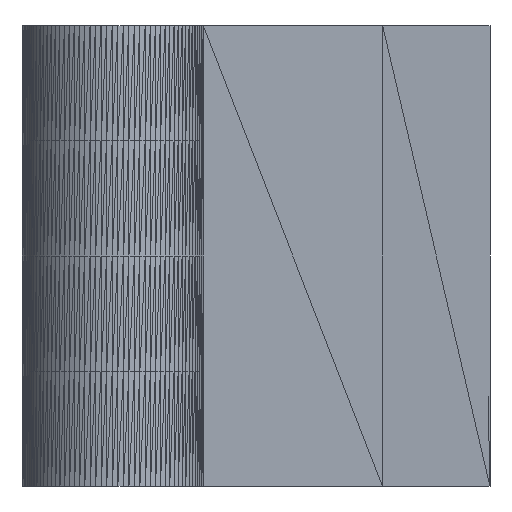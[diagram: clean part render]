
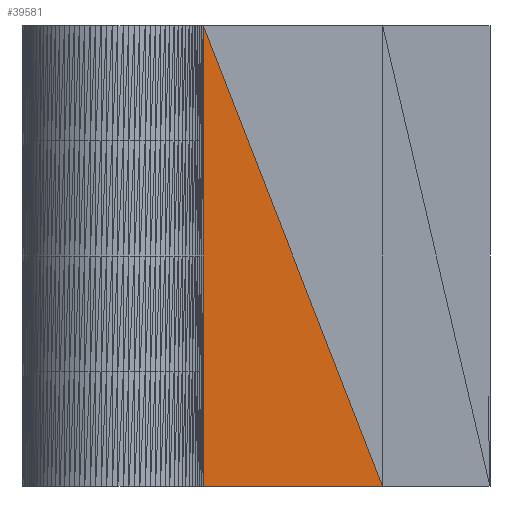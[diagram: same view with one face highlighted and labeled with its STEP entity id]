
A CAD part, front view. The second image highlights one B-rep face of the part: STEP entity #39581.
In plain terms, the highlighted planar face has unit normal (0, -1, 0).
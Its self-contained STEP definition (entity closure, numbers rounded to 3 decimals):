
#38827 = VERTEX_POINT('',#38828);
#38828 = CARTESIAN_POINT('',(5.809,-1.5,30.));
#39581 = ADVANCED_FACE('',(#39582),#39594,.T.);
#39582 = FACE_BOUND('',#39583,.T.);
#39583 = EDGE_LOOP('',(#39584,#39616,#39643));
#39584 = ORIENTED_EDGE('',*,*,#39585,.T.);
#39585 = EDGE_CURVE('',#38827,#39586,#39588,.T.);
#39586 = VERTEX_POINT('',#39587);
#39587 = CARTESIAN_POINT('',(5.809,-1.5,0.));
#39588 = SURFACE_CURVE('',#39589,(#39593,#39605),.PCURVE_S1.);
#39589 = LINE('',#39590,#39591);
#39590 = CARTESIAN_POINT('',(5.809,-1.5,30.));
#39591 = VECTOR('',#39592,1.);
#39592 = DIRECTION('',(0.,0.,-1.));
#39593 = PCURVE('',#39594,#39599);
#39594 = PLANE('',#39595);
#39595 = AXIS2_PLACEMENT_3D('',#39596,#39597,#39598);
#39596 = CARTESIAN_POINT('',(9.281,-1.5,12.627));
#39597 = DIRECTION('',(-0.,-1.,-0.));
#39598 = DIRECTION('',(0.,0.,-1.));
#39599 = DEFINITIONAL_REPRESENTATION('',(#39600),#39604);
#39600 = LINE('',#39601,#39602);
#39601 = CARTESIAN_POINT('',(-17.373,-3.472));
#39602 = VECTOR('',#39603,1.);
#39603 = DIRECTION('',(1.,0.));
#39604 = ( GEOMETRIC_REPRESENTATION_CONTEXT(2) 
PARAMETRIC_REPRESENTATION_CONTEXT() REPRESENTATION_CONTEXT('2D SPACE',''
  ) );
#39605 = PCURVE('',#39606,#39611);
#39606 = PLANE('',#39607);
#39607 = AXIS2_PLACEMENT_3D('',#39608,#39609,#39610);
#39608 = CARTESIAN_POINT('',(5.784,-1.588,15.));
#39609 = DIRECTION('',(0.96,-0.279,0.
    ));
#39610 = DIRECTION('',(0.279,0.96,0.));
#39611 = DEFINITIONAL_REPRESENTATION('',(#39612),#39615);
#39612 = B_SPLINE_CURVE_WITH_KNOTS('',1,(#39613,#39614),.UNSPECIFIED.,
  .F.,.F.,(2,2),(0.,30.),.PIECEWISE_BEZIER_KNOTS.);
#39613 = CARTESIAN_POINT('',(0.091,15.));
#39614 = CARTESIAN_POINT('',(0.091,-15.));
#39615 = ( GEOMETRIC_REPRESENTATION_CONTEXT(2) 
PARAMETRIC_REPRESENTATION_CONTEXT() REPRESENTATION_CONTEXT('2D SPACE',''
  ) );
#39616 = ORIENTED_EDGE('',*,*,#39617,.T.);
#39617 = EDGE_CURVE('',#39586,#39618,#39620,.T.);
#39618 = VERTEX_POINT('',#39619);
#39619 = CARTESIAN_POINT('',(17.5,-1.5,0.));
#39620 = SURFACE_CURVE('',#39621,(#39625,#39632),.PCURVE_S1.);
#39621 = LINE('',#39622,#39623);
#39622 = CARTESIAN_POINT('',(5.809,-1.5,0.));
#39623 = VECTOR('',#39624,1.);
#39624 = DIRECTION('',(1.,0.,0.));
#39625 = PCURVE('',#39594,#39626);
#39626 = DEFINITIONAL_REPRESENTATION('',(#39627),#39631);
#39627 = LINE('',#39628,#39629);
#39628 = CARTESIAN_POINT('',(12.627,-3.472));
#39629 = VECTOR('',#39630,1.);
#39630 = DIRECTION('',(0.,1.));
#39631 = ( GEOMETRIC_REPRESENTATION_CONTEXT(2) 
PARAMETRIC_REPRESENTATION_CONTEXT() REPRESENTATION_CONTEXT('2D SPACE',''
  ) );
#39632 = PCURVE('',#39633,#39638);
#39633 = PLANE('',#39634);
#39634 = AXIS2_PLACEMENT_3D('',#39635,#39636,#39637);
#39635 = CARTESIAN_POINT('',(11.84,-0.698,0.));
#39636 = DIRECTION('',(-0.,-0.,-1.));
#39637 = DIRECTION('',(-1.,0.,0.));
#39638 = DEFINITIONAL_REPRESENTATION('',(#39639),#39642);
#39639 = B_SPLINE_CURVE_WITH_KNOTS('',1,(#39640,#39641),.UNSPECIFIED.,
  .F.,.F.,(2,2),(0.,11.691),.PIECEWISE_BEZIER_KNOTS.);
#39640 = CARTESIAN_POINT('',(6.03,-0.802));
#39641 = CARTESIAN_POINT('',(-5.66,-0.802));
#39642 = ( GEOMETRIC_REPRESENTATION_CONTEXT(2) 
PARAMETRIC_REPRESENTATION_CONTEXT() REPRESENTATION_CONTEXT('2D SPACE',''
  ) );
#39643 = ORIENTED_EDGE('',*,*,#39644,.T.);
#39644 = EDGE_CURVE('',#39618,#38827,#39645,.T.);
#39645 = SURFACE_CURVE('',#39646,(#39650,#39657),.PCURVE_S1.);
#39646 = LINE('',#39647,#39648);
#39647 = CARTESIAN_POINT('',(17.5,-1.5,0.));
#39648 = VECTOR('',#39649,1.);
#39649 = DIRECTION('',(-0.363,0.,0.932));
#39650 = PCURVE('',#39594,#39651);
#39651 = DEFINITIONAL_REPRESENTATION('',(#39652),#39656);
#39652 = LINE('',#39653,#39654);
#39653 = CARTESIAN_POINT('',(12.627,8.219));
#39654 = VECTOR('',#39655,1.);
#39655 = DIRECTION('',(-0.932,-0.363));
#39656 = ( GEOMETRIC_REPRESENTATION_CONTEXT(2) 
PARAMETRIC_REPRESENTATION_CONTEXT() REPRESENTATION_CONTEXT('2D SPACE',''
  ) );
#39657 = PCURVE('',#39658,#39663);
#39658 = PLANE('',#39659);
#39659 = AXIS2_PLACEMENT_3D('',#39660,#39661,#39662);
#39660 = CARTESIAN_POINT('',(14.028,-1.5,17.373));
#39661 = DIRECTION('',(-0.,-1.,-0.));
#39662 = DIRECTION('',(0.,0.,-1.));
#39663 = DEFINITIONAL_REPRESENTATION('',(#39664),#39667);
#39664 = B_SPLINE_CURVE_WITH_KNOTS('',1,(#39665,#39666),.UNSPECIFIED.,
  .F.,.F.,(2,2),(0.,32.197),.PIECEWISE_BEZIER_KNOTS.);
#39665 = CARTESIAN_POINT('',(17.373,3.472));
#39666 = CARTESIAN_POINT('',(-12.627,-8.219));
#39667 = ( GEOMETRIC_REPRESENTATION_CONTEXT(2) 
PARAMETRIC_REPRESENTATION_CONTEXT() REPRESENTATION_CONTEXT('2D SPACE',''
  ) );
